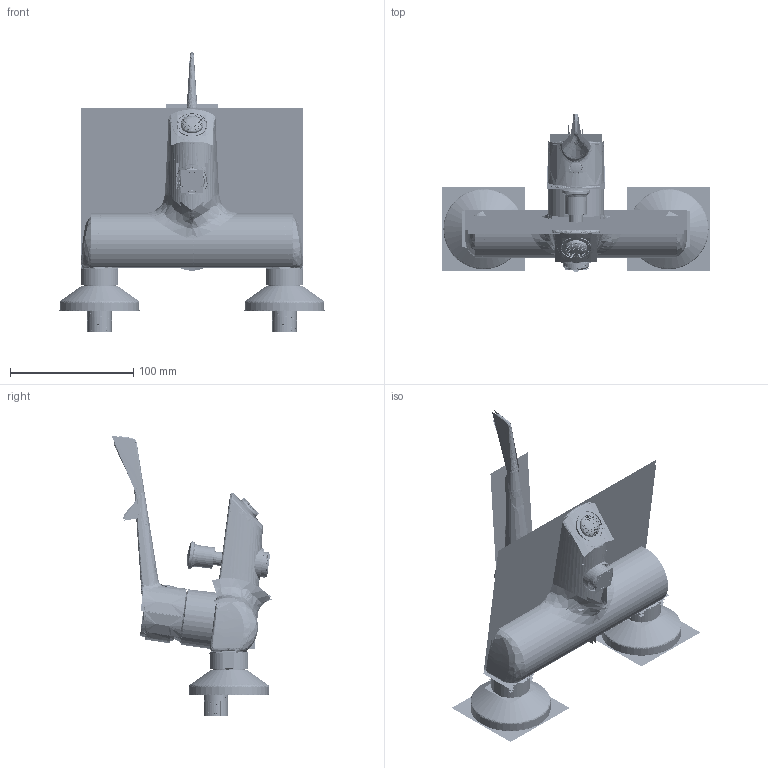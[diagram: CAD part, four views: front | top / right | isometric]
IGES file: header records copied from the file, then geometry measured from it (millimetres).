
Start section:  PTC IGES file: a42485_asm.igs
Global section: file name: a42485_asm.igs; native system: Creo Parametric by PTC Inc.; preprocessor: 2016380; author: zeynep.demirel; organization: Unknown; date: 20170927.090155; units: millimetre
Bounding box: 217.6 x 130.37 x 227.84 mm (x, y, z)
Surface area: 1781928.4 mm2 (no closed solid volume)
Topology: 0 solids, 0 shells, 9388 faces, 151759 edges, 197640 vertices
Faces by surface type: bspline 5200, revolution 4172, extrusion 16
